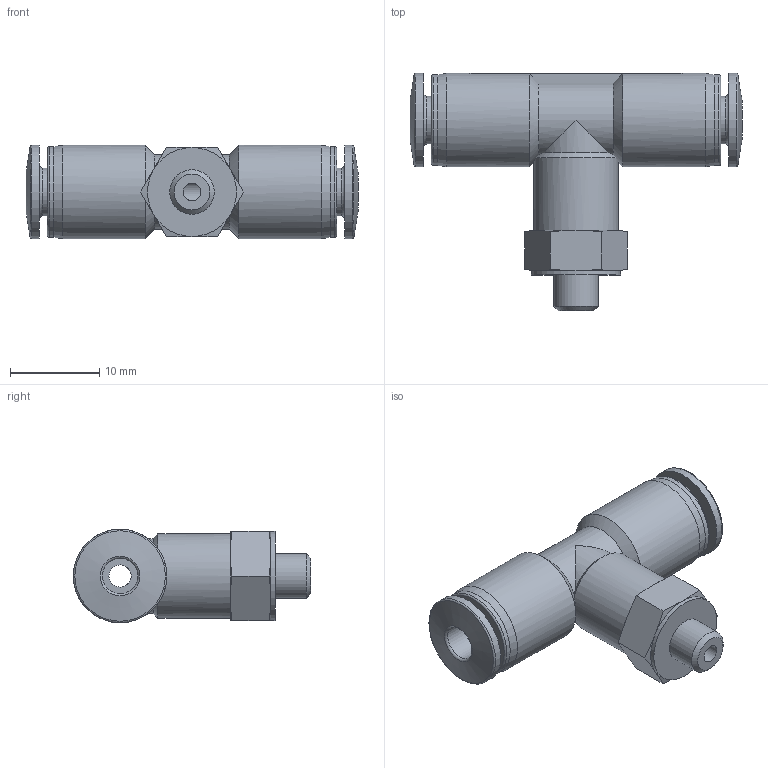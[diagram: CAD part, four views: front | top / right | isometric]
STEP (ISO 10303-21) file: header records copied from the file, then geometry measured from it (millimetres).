
FILE_DESCRIPTION(/* description */ ('STEP AP214'),/* implementation_level */ '2;1');
FILE_NAME(/* name */ '533248_QBT-M5-5_32-U-M',/* time_stamp */ '2024-09-14T04:42:29+02:00',/* author */ ('License CC BY-ND 4.0'),/* organization */ ('CADENAS'),/* preprocessor_version */ 'ST-DEVELOPER v19.3',/* originating_system */ 'PARTsolutions',/* authorisation */ ' ');
FILE_SCHEMA (('AUTOMOTIVE_DESIGN {1 0 10303 214 3 1 1}'));
Length unit declared in the file: millimetre
Products named in the file (1): 533248 QBT-M5-5/32-U-M
Bounding box: 37.29 x 26.65 x 10.5 mm (x, y, z)
Volume: 3415.5 mm3; surface area: 2647.8 mm2
Topology: 1 solids, 1 shells, 64 faces, 142 edges, 86 vertices
Faces by surface type: cone 21, cylinder 18, plane 17, torus 8
Full cylindrical faces by diameter (mm): 2 x1, 2.5 x1, 3.97 x2, 5 x1, 5.37 x2, 9.5 x1, 10 x1, 10.2 x2, 10.5 x3
Entity records: 2110 total; most frequent: CARTESIAN_POINT 389, DIRECTION 260, ORIENTED_EDGE 218, AXIS2_PLACEMENT_3D 125, EDGE_CURVE 109, EDGE_LOOP 102, FACE_BOUND 102, VERTEX_POINT 81
